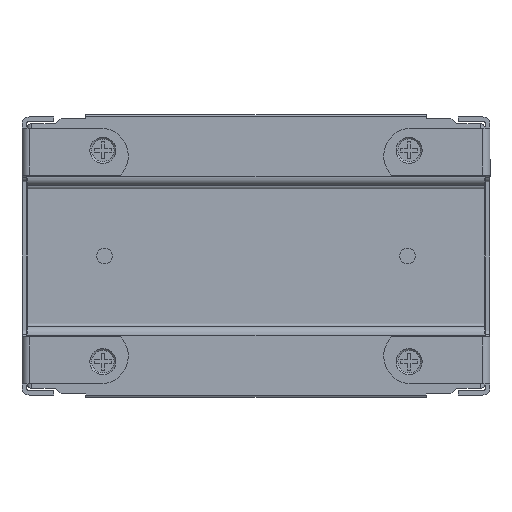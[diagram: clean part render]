
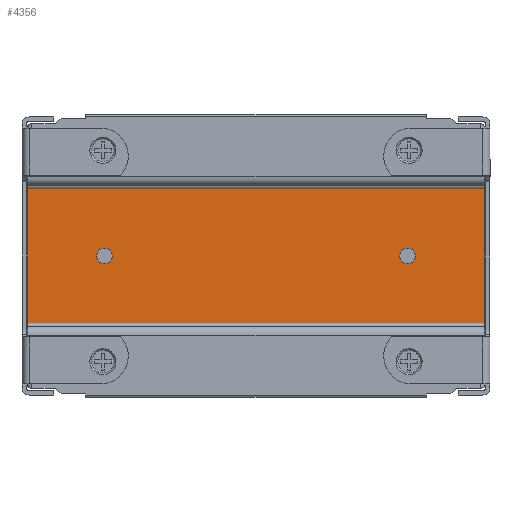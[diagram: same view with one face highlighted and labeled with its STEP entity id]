
A CAD part, front view. The second image highlights one B-rep face of the part: STEP entity #4356.
In plain terms, the highlighted planar face has unit normal (0, -1, 0).
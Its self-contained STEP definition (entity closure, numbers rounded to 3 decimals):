
#1073 = EDGE_CURVE ( 'NONE', #1074, #1075, #17465, .T. ) ;
#1074 = VERTEX_POINT ( 'NONE', #17523 ) ;
#1075 = VERTEX_POINT ( 'NONE', #17522 ) ;
#1169 = EDGE_CURVE ( 'NONE', #1170, #1171, #17700, .T. ) ;
#1170 = VERTEX_POINT ( 'NONE', #17695 ) ;
#1171 = VERTEX_POINT ( 'NONE', #17694 ) ;
#1900 = VERTEX_POINT ( 'NONE', #8689 ) ;
#1902 = EDGE_CURVE ( 'NONE', #1920, #1900, #8688, .T. ) ;
#1920 = VERTEX_POINT ( 'NONE', #8730 ) ;
#4347 = EDGE_CURVE ( 'NONE', #15868, #1920, #14815, .T. ) ;
#4356 = ADVANCED_FACE ( 'NONE', ( #14803, #14798, #14797 ), #14796, .F. ) ;
#4357 = EDGE_LOOP ( 'NONE', ( #4358, #4360 ) ) ;
#4358 = ORIENTED_EDGE ( 'NONE', *, *, #4359, .T. ) ;
#4359 = EDGE_CURVE ( 'NONE', #1075, #1074, #14790, .T. ) ;
#4360 = ORIENTED_EDGE ( 'NONE', *, *, #1073, .T. ) ;
#4361 = EDGE_LOOP ( 'NONE', ( #4417, #4419 ) ) ;
#4417 = ORIENTED_EDGE ( 'NONE', *, *, #4418, .T. ) ;
#4418 = EDGE_CURVE ( 'NONE', #1171, #1170, #18248, .T. ) ;
#4419 = ORIENTED_EDGE ( 'NONE', *, *, #1169, .T. ) ;
#4420 = EDGE_LOOP ( 'NONE', ( #4421, #4422, #4424, #4425 ) ) ;
#4421 = ORIENTED_EDGE ( 'NONE', *, *, #1902, .T. ) ;
#4422 = ORIENTED_EDGE ( 'NONE', *, *, #4423, .T. ) ;
#4423 = EDGE_CURVE ( 'NONE', #1900, #15895, #18236, .T. ) ;
#4424 = ORIENTED_EDGE ( 'NONE', *, *, #15881, .T. ) ;
#4425 = ORIENTED_EDGE ( 'NONE', *, *, #4347, .T. ) ;
#8685 = DIRECTION ( 'NONE',  ( 0., 0., 1. ) ) ;
#8686 = VECTOR ( 'NONE', #8685, 1000. ) ;
#8687 = CARTESIAN_POINT ( 'NONE',  ( -29.75, 5.2, -7. ) ) ;
#8688 = LINE ( 'NONE', #8687, #8686 ) ;
#8689 = CARTESIAN_POINT ( 'NONE',  ( -29.75, 5.2, 6.65 ) ) ;
#8730 = CARTESIAN_POINT ( 'NONE',  ( -29.75, 5.2, -6.65 ) ) ;
#14786 = DIRECTION ( 'NONE',  ( 0., 0., 1. ) ) ;
#14787 = DIRECTION ( 'NONE',  ( 0., 1., 0. ) ) ;
#14788 = CARTESIAN_POINT ( 'NONE',  ( -36.6, 5.2, 0. ) ) ;
#14789 = AXIS2_PLACEMENT_3D ( 'NONE', #14788, #14787, #14786 ) ;
#14790 = CIRCLE ( 'NONE', #14789, 0.7 ) ;
#14792 = DIRECTION ( 'NONE',  ( 0., 0., 1. ) ) ;
#14793 = DIRECTION ( 'NONE',  ( 0., 1., 0. ) ) ;
#14794 = CARTESIAN_POINT ( 'NONE',  ( -66.5, 5.2, 0. ) ) ;
#14795 = AXIS2_PLACEMENT_3D ( 'NONE', #14794, #14793, #14792 ) ;
#14796 = PLANE ( 'NONE',  #14795 ) ;
#14797 = FACE_OUTER_BOUND ( 'NONE', #4420, .T. ) ;
#14798 = FACE_BOUND ( 'NONE', #4361, .T. ) ;
#14803 = FACE_BOUND ( 'NONE', #4357, .T. ) ;
#14812 = DIRECTION ( 'NONE',  ( 1., 0., 0. ) ) ;
#14813 = VECTOR ( 'NONE', #14812, 1000. ) ;
#14814 = CARTESIAN_POINT ( 'NONE',  ( -29.75, 5.2, -6.65 ) ) ;
#14815 = LINE ( 'NONE', #14814, #14813 ) ;
#15868 = VERTEX_POINT ( 'NONE', #24938 ) ;
#15881 = EDGE_CURVE ( 'NONE', #15895, #15868, #24914, .T. ) ;
#15895 = VERTEX_POINT ( 'NONE', #24954 ) ;
#17463 = CARTESIAN_POINT ( 'NONE',  ( -36.6, 5.2, 0. ) ) ;
#17464 = AXIS2_PLACEMENT_3D ( 'NONE', #17463, #17525, #17524 ) ;
#17465 = CIRCLE ( 'NONE', #17464, 0.7 ) ;
#17522 = CARTESIAN_POINT ( 'NONE',  ( -36.6, 5.2, 0.7 ) ) ;
#17523 = CARTESIAN_POINT ( 'NONE',  ( -36.6, 5.2, -0.7 ) ) ;
#17524 = DIRECTION ( 'NONE',  ( 0., 0., 1. ) ) ;
#17525 = DIRECTION ( 'NONE',  ( 0., 1., 0. ) ) ;
#17694 = CARTESIAN_POINT ( 'NONE',  ( -63.4, 5.2, 0.7 ) ) ;
#17695 = CARTESIAN_POINT ( 'NONE',  ( -63.4, 5.2, -0.7 ) ) ;
#17696 = DIRECTION ( 'NONE',  ( 0., 0., 1. ) ) ;
#17697 = DIRECTION ( 'NONE',  ( 0., 1., 0. ) ) ;
#17698 = CARTESIAN_POINT ( 'NONE',  ( -63.4, 5.2, 0. ) ) ;
#17699 = AXIS2_PLACEMENT_3D ( 'NONE', #17698, #17697, #17696 ) ;
#17700 = CIRCLE ( 'NONE', #17699, 0.7 ) ;
#18229 = DIRECTION ( 'NONE',  ( -1., 0., 0. ) ) ;
#18230 = VECTOR ( 'NONE', #18229, 1000. ) ;
#18231 = CARTESIAN_POINT ( 'NONE',  ( -70.25, 5.2, 6.65 ) ) ;
#18232 = DIRECTION ( 'NONE',  ( 0., 0., 1. ) ) ;
#18233 = DIRECTION ( 'NONE',  ( 0., 1., 0. ) ) ;
#18234 = CARTESIAN_POINT ( 'NONE',  ( -63.4, 5.2, 0. ) ) ;
#18235 = AXIS2_PLACEMENT_3D ( 'NONE', #18234, #18233, #18232 ) ;
#18236 = LINE ( 'NONE', #18231, #18230 ) ;
#18248 = CIRCLE ( 'NONE', #18235, 0.7 ) ;
#24911 = DIRECTION ( 'NONE',  ( 0., 0., -1. ) ) ;
#24912 = VECTOR ( 'NONE', #24911, 1000. ) ;
#24913 = CARTESIAN_POINT ( 'NONE',  ( -70.25, 5.2, -7. ) ) ;
#24914 = LINE ( 'NONE', #24913, #24912 ) ;
#24938 = CARTESIAN_POINT ( 'NONE',  ( -70.25, 5.2, -6.65 ) ) ;
#24954 = CARTESIAN_POINT ( 'NONE',  ( -70.25, 5.2, 6.65 ) ) ;
